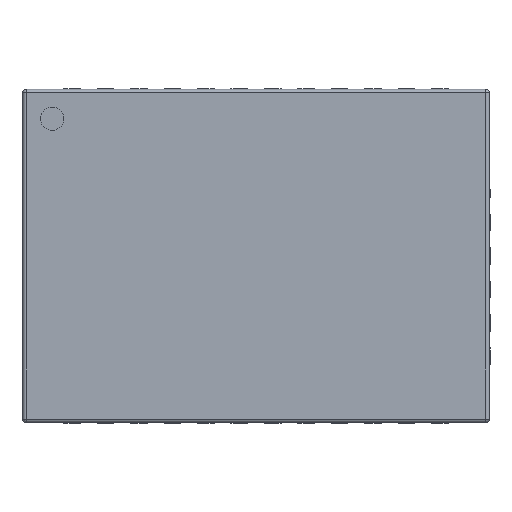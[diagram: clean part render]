
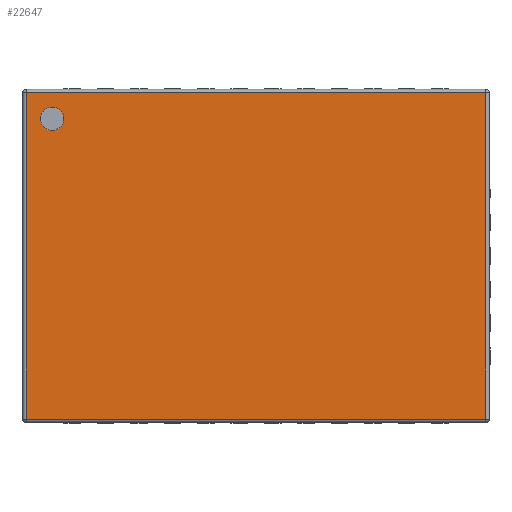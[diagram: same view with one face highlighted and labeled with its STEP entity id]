
A CAD part, top view. The second image highlights one B-rep face of the part: STEP entity #22647.
In plain terms, the highlighted planar face has unit normal (0, 0, 1).
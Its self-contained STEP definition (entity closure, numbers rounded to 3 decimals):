
#5168 = CYLINDRICAL_SURFACE('',#5169,0.05);
#5169 = AXIS2_PLACEMENT_3D('',#5170,#5171,#5172);
#5170 = CARTESIAN_POINT('',(-2.49,-3.44,0.83));
#5171 = DIRECTION('',(1.,0.,0.));
#5172 = DIRECTION('',(0.,-1.,0.));
#19219 = VERTEX_POINT('',#19220);
#19220 = CARTESIAN_POINT('',(-2.44,-3.44,0.88));
#19242 = EDGE_CURVE('',#19219,#19243,#19245,.T.);
#19243 = VERTEX_POINT('',#19244);
#19244 = CARTESIAN_POINT('',(2.44,-3.44,0.88));
#19245 = SURFACE_CURVE('',#19246,(#19250,#19257),.PCURVE_S1.);
#19246 = LINE('',#19247,#19248);
#19247 = CARTESIAN_POINT('',(-2.49,-3.44,0.88));
#19248 = VECTOR('',#19249,1.);
#19249 = DIRECTION('',(1.,0.,0.));
#19250 = PCURVE('',#5168,#19251);
#19251 = DEFINITIONAL_REPRESENTATION('',(#19252),#19256);
#19252 = LINE('',#19253,#19254);
#19253 = CARTESIAN_POINT('',(-1.571,0.));
#19254 = VECTOR('',#19255,1.);
#19255 = DIRECTION('',(-0.,1.));
#19256 = ( GEOMETRIC_REPRESENTATION_CONTEXT(2) 
PARAMETRIC_REPRESENTATION_CONTEXT() REPRESENTATION_CONTEXT('2D SPACE',''
  ) );
#19257 = PCURVE('',#19258,#19263);
#19258 = PLANE('',#19259);
#19259 = AXIS2_PLACEMENT_3D('',#19260,#19261,#19262);
#19260 = CARTESIAN_POINT('',(-2.49,-3.49,0.88));
#19261 = DIRECTION('',(0.,0.,1.));
#19262 = DIRECTION('',(1.,0.,0.));
#19263 = DEFINITIONAL_REPRESENTATION('',(#19264),#19268);
#19264 = LINE('',#19265,#19266);
#19265 = CARTESIAN_POINT('',(0.,0.05));
#19266 = VECTOR('',#19267,1.);
#19267 = DIRECTION('',(1.,0.));
#19268 = ( GEOMETRIC_REPRESENTATION_CONTEXT(2) 
PARAMETRIC_REPRESENTATION_CONTEXT() REPRESENTATION_CONTEXT('2D SPACE',''
  ) );
#19849 = CYLINDRICAL_SURFACE('',#19850,0.05);
#19850 = AXIS2_PLACEMENT_3D('',#19851,#19852,#19853);
#19851 = CARTESIAN_POINT('',(-2.44,-3.44,0.83));
#19852 = DIRECTION('',(0.,1.,0.));
#19853 = DIRECTION('',(-1.,0.,0.));
#20611 = CYLINDRICAL_SURFACE('',#20612,0.05);
#20612 = AXIS2_PLACEMENT_3D('',#20613,#20614,#20615);
#20613 = CARTESIAN_POINT('',(2.44,3.44,0.83));
#20614 = DIRECTION('',(-0.,-1.,-0.));
#20615 = DIRECTION('',(0.,0.,1.));
#21517 = CYLINDRICAL_SURFACE('',#21518,0.05);
#21518 = AXIS2_PLACEMENT_3D('',#21519,#21520,#21521);
#21519 = CARTESIAN_POINT('',(-2.49,3.44,0.83));
#21520 = DIRECTION('',(1.,0.,0.));
#21521 = DIRECTION('',(0.,1.,0.));
#22647 = ADVANCED_FACE('',(#22648,#22718),#19258,.T.);
#22648 = FACE_BOUND('',#22649,.T.);
#22649 = EDGE_LOOP('',(#22650,#22651,#22674,#22697));
#22650 = ORIENTED_EDGE('',*,*,#19242,.T.);
#22651 = ORIENTED_EDGE('',*,*,#22652,.F.);
#22652 = EDGE_CURVE('',#22653,#19243,#22655,.T.);
#22653 = VERTEX_POINT('',#22654);
#22654 = CARTESIAN_POINT('',(2.44,3.44,0.88));
#22655 = SURFACE_CURVE('',#22656,(#22660,#22667),.PCURVE_S1.);
#22656 = LINE('',#22657,#22658);
#22657 = CARTESIAN_POINT('',(2.44,3.44,0.88));
#22658 = VECTOR('',#22659,1.);
#22659 = DIRECTION('',(-0.,-1.,-0.));
#22660 = PCURVE('',#19258,#22661);
#22661 = DEFINITIONAL_REPRESENTATION('',(#22662),#22666);
#22662 = LINE('',#22663,#22664);
#22663 = CARTESIAN_POINT('',(4.93,6.93));
#22664 = VECTOR('',#22665,1.);
#22665 = DIRECTION('',(-0.,-1.));
#22666 = ( GEOMETRIC_REPRESENTATION_CONTEXT(2) 
PARAMETRIC_REPRESENTATION_CONTEXT() REPRESENTATION_CONTEXT('2D SPACE',''
  ) );
#22667 = PCURVE('',#20611,#22668);
#22668 = DEFINITIONAL_REPRESENTATION('',(#22669),#22673);
#22669 = LINE('',#22670,#22671);
#22670 = CARTESIAN_POINT('',(-0.,0.));
#22671 = VECTOR('',#22672,1.);
#22672 = DIRECTION('',(-0.,1.));
#22673 = ( GEOMETRIC_REPRESENTATION_CONTEXT(2) 
PARAMETRIC_REPRESENTATION_CONTEXT() REPRESENTATION_CONTEXT('2D SPACE',''
  ) );
#22674 = ORIENTED_EDGE('',*,*,#22675,.F.);
#22675 = EDGE_CURVE('',#22676,#22653,#22678,.T.);
#22676 = VERTEX_POINT('',#22677);
#22677 = CARTESIAN_POINT('',(-2.44,3.44,0.88));
#22678 = SURFACE_CURVE('',#22679,(#22683,#22690),.PCURVE_S1.);
#22679 = LINE('',#22680,#22681);
#22680 = CARTESIAN_POINT('',(-2.49,3.44,0.88));
#22681 = VECTOR('',#22682,1.);
#22682 = DIRECTION('',(1.,0.,0.));
#22683 = PCURVE('',#19258,#22684);
#22684 = DEFINITIONAL_REPRESENTATION('',(#22685),#22689);
#22685 = LINE('',#22686,#22687);
#22686 = CARTESIAN_POINT('',(0.,6.93));
#22687 = VECTOR('',#22688,1.);
#22688 = DIRECTION('',(1.,0.));
#22689 = ( GEOMETRIC_REPRESENTATION_CONTEXT(2) 
PARAMETRIC_REPRESENTATION_CONTEXT() REPRESENTATION_CONTEXT('2D SPACE',''
  ) );
#22690 = PCURVE('',#21517,#22691);
#22691 = DEFINITIONAL_REPRESENTATION('',(#22692),#22696);
#22692 = LINE('',#22693,#22694);
#22693 = CARTESIAN_POINT('',(1.571,0.));
#22694 = VECTOR('',#22695,1.);
#22695 = DIRECTION('',(0.,1.));
#22696 = ( GEOMETRIC_REPRESENTATION_CONTEXT(2) 
PARAMETRIC_REPRESENTATION_CONTEXT() REPRESENTATION_CONTEXT('2D SPACE',''
  ) );
#22697 = ORIENTED_EDGE('',*,*,#22698,.F.);
#22698 = EDGE_CURVE('',#19219,#22676,#22699,.T.);
#22699 = SURFACE_CURVE('',#22700,(#22704,#22711),.PCURVE_S1.);
#22700 = LINE('',#22701,#22702);
#22701 = CARTESIAN_POINT('',(-2.44,-3.44,0.88));
#22702 = VECTOR('',#22703,1.);
#22703 = DIRECTION('',(0.,1.,0.));
#22704 = PCURVE('',#19258,#22705);
#22705 = DEFINITIONAL_REPRESENTATION('',(#22706),#22710);
#22706 = LINE('',#22707,#22708);
#22707 = CARTESIAN_POINT('',(0.05,0.05));
#22708 = VECTOR('',#22709,1.);
#22709 = DIRECTION('',(0.,1.));
#22710 = ( GEOMETRIC_REPRESENTATION_CONTEXT(2) 
PARAMETRIC_REPRESENTATION_CONTEXT() REPRESENTATION_CONTEXT('2D SPACE',''
  ) );
#22711 = PCURVE('',#19849,#22712);
#22712 = DEFINITIONAL_REPRESENTATION('',(#22713),#22717);
#22713 = LINE('',#22714,#22715);
#22714 = CARTESIAN_POINT('',(1.571,0.));
#22715 = VECTOR('',#22716,1.);
#22716 = DIRECTION('',(0.,1.));
#22717 = ( GEOMETRIC_REPRESENTATION_CONTEXT(2) 
PARAMETRIC_REPRESENTATION_CONTEXT() REPRESENTATION_CONTEXT('2D SPACE',''
  ) );
#22718 = FACE_BOUND('',#22719,.T.);
#22719 = EDGE_LOOP('',(#22720));
#22720 = ORIENTED_EDGE('',*,*,#22721,.F.);
#22721 = EDGE_CURVE('',#22722,#22722,#22724,.T.);
#22722 = VERTEX_POINT('',#22723);
#22723 = CARTESIAN_POINT('',(-1.875,-3.05,0.88));
#22724 = SURFACE_CURVE('',#22725,(#22730,#22737),.PCURVE_S1.);
#22725 = CIRCLE('',#22726,0.175);
#22726 = AXIS2_PLACEMENT_3D('',#22727,#22728,#22729);
#22727 = CARTESIAN_POINT('',(-2.05,-3.05,0.88));
#22728 = DIRECTION('',(0.,0.,1.));
#22729 = DIRECTION('',(1.,0.,0.));
#22730 = PCURVE('',#19258,#22731);
#22731 = DEFINITIONAL_REPRESENTATION('',(#22732),#22736);
#22732 = CIRCLE('',#22733,0.175);
#22733 = AXIS2_PLACEMENT_2D('',#22734,#22735);
#22734 = CARTESIAN_POINT('',(0.44,0.44));
#22735 = DIRECTION('',(1.,0.));
#22736 = ( GEOMETRIC_REPRESENTATION_CONTEXT(2) 
PARAMETRIC_REPRESENTATION_CONTEXT() REPRESENTATION_CONTEXT('2D SPACE',''
  ) );
#22737 = PCURVE('',#22738,#22743);
#22738 = CYLINDRICAL_SURFACE('',#22739,0.175);
#22739 = AXIS2_PLACEMENT_3D('',#22740,#22741,#22742);
#22740 = CARTESIAN_POINT('',(-2.05,-3.05,0.88));
#22741 = DIRECTION('',(-0.,-0.,-1.));
#22742 = DIRECTION('',(1.,0.,0.));
#22743 = DEFINITIONAL_REPRESENTATION('',(#22744),#22748);
#22744 = LINE('',#22745,#22746);
#22745 = CARTESIAN_POINT('',(-0.,0.));
#22746 = VECTOR('',#22747,1.);
#22747 = DIRECTION('',(-1.,0.));
#22748 = ( GEOMETRIC_REPRESENTATION_CONTEXT(2) 
PARAMETRIC_REPRESENTATION_CONTEXT() REPRESENTATION_CONTEXT('2D SPACE',''
  ) );
